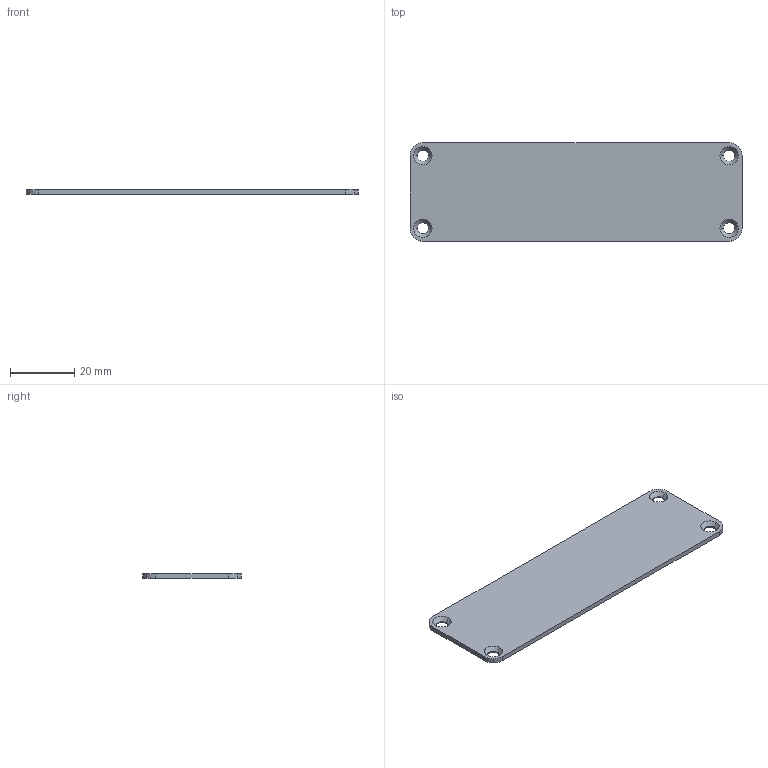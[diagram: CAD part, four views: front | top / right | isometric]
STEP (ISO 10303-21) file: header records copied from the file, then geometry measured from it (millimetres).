
FILE_DESCRIPTION((''),'2;1');
FILE_NAME('L End Panel.stp','2005-02-16T11:27:59',('avernon'),(''),'Autodesk Inventor 9','Autodesk Inventor 9','');
FILE_SCHEMA(('AUTOMOTIVE_DESIGN { 1 0 10303 214 1 1 1 1 }'));
Length unit declared in the file: millimetre
Products named in the file (1): L End Panel
Bounding box: 103 x 30.5 x 1.52 mm (x, y, z)
Volume: 4671.2 mm3; surface area: 6620.7 mm2
Topology: 1 solids, 1 shells, 30 faces, 76 edges, 48 vertices
Faces by surface type: bspline 16, cylinder 8, plane 6
Entity records: 1163 total; most frequent: CARTESIAN_POINT 427, ORIENTED_EDGE 152, DIRECTION 146, EDGE_CURVE 76, AXIS2_PLACEMENT_3D 55, VERTEX_POINT 48, CIRCLE 40, EDGE_LOOP 38
